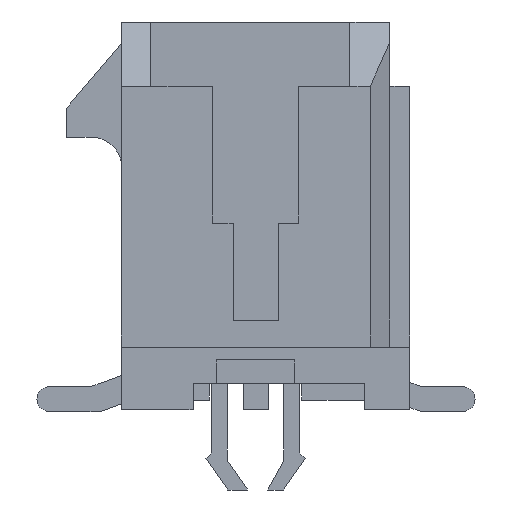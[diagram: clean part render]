
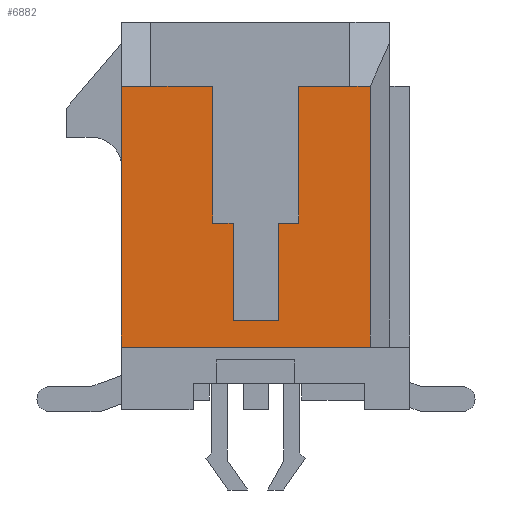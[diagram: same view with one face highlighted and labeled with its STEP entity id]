
A CAD part, left-side view. The second image highlights one B-rep face of the part: STEP entity #6882.
In plain terms, the highlighted planar face has unit normal (-1, 0, 0).
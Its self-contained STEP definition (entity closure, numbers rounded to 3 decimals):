
#1=DIRECTION('',(0.,0.,-1.));
#2=VECTOR('',#1,3.5);
#3=CARTESIAN_POINT('',(-10.825,-1.1,3.315));
#4=LINE('',#3,#2);
#5=DIRECTION('',(0.,1.,0.));
#6=VECTOR('',#5,1.31);
#7=CARTESIAN_POINT('',(-10.825,-2.41,3.315));
#8=LINE('',#7,#6);
#9=DIRECTION('',(0.,-1.,0.));
#10=VECTOR('',#9,0.52);
#11=CARTESIAN_POINT('',(-10.825,-2.41,3.315));
#12=LINE('',#11,#10);
#13=DIRECTION('',(0.,0.,-1.));
#14=VECTOR('',#13,6.67);
#15=CARTESIAN_POINT('',(-10.825,-2.93,3.315));
#16=LINE('',#15,#14);
#17=DIRECTION('',(0.,1.,0.));
#18=VECTOR('',#17,6.36);
#19=CARTESIAN_POINT('',(-10.825,-2.93,-3.355));
#20=LINE('',#19,#18);
#21=DIRECTION('',(0.,0.,1.));
#22=VECTOR('',#21,6.67);
#23=CARTESIAN_POINT('',(-10.825,3.43,-3.355));
#24=LINE('',#23,#22);
#25=DIRECTION('',(0.,-1.,0.));
#26=VECTOR('',#25,0.75);
#27=CARTESIAN_POINT('',(-10.825,3.43,3.315));
#28=LINE('',#27,#26);
#29=DIRECTION('',(0.,1.,0.));
#30=VECTOR('',#29,1.58);
#31=CARTESIAN_POINT('',(-10.825,1.1,3.315));
#32=LINE('',#31,#30);
#33=DIRECTION('',(0.,0.,-1.));
#34=VECTOR('',#33,3.5);
#35=CARTESIAN_POINT('',(-10.825,1.1,3.315));
#36=LINE('',#35,#34);
#37=DIRECTION('',(0.,1.,0.));
#38=VECTOR('',#37,0.525);
#39=CARTESIAN_POINT('',(-10.825,0.575,-0.185));
#40=LINE('',#39,#38);
#41=DIRECTION('',(0.,0.,1.));
#42=VECTOR('',#41,2.5);
#43=CARTESIAN_POINT('',(-10.825,0.575,-2.685));
#44=LINE('',#43,#42);
#45=DIRECTION('',(0.,1.,0.));
#46=VECTOR('',#45,1.15);
#47=CARTESIAN_POINT('',(-10.825,-0.575,-2.685));
#48=LINE('',#47,#46);
#49=DIRECTION('',(0.,0.,-1.));
#50=VECTOR('',#49,2.5);
#51=CARTESIAN_POINT('',(-10.825,-0.575,-0.185));
#52=LINE('',#51,#50);
#53=DIRECTION('',(0.,1.,0.));
#54=VECTOR('',#53,0.525);
#55=CARTESIAN_POINT('',(-10.825,-1.1,-0.185));
#56=LINE('',#55,#54);
#5212=CARTESIAN_POINT('',(-10.825,3.43,3.315));
#5214=VERTEX_POINT('',#5212);
#5263=CARTESIAN_POINT('',(-10.825,2.68,3.315));
#5264=VERTEX_POINT('',#5263);
#5265=CARTESIAN_POINT('',(-10.825,-2.41,3.315));
#5266=VERTEX_POINT('',#5265);
#5471=CARTESIAN_POINT('',(-10.825,-1.1,3.315));
#5472=CARTESIAN_POINT('',(-10.825,-1.1,-0.185));
#5473=VERTEX_POINT('',#5471);
#5474=VERTEX_POINT('',#5472);
#5475=CARTESIAN_POINT('',(-10.825,-0.575,-0.185));
#5476=VERTEX_POINT('',#5475);
#5477=CARTESIAN_POINT('',(-10.825,-0.575,-2.685));
#5478=VERTEX_POINT('',#5477);
#5479=CARTESIAN_POINT('',(-10.825,0.575,-2.685));
#5480=VERTEX_POINT('',#5479);
#5481=CARTESIAN_POINT('',(-10.825,0.575,-0.185));
#5482=VERTEX_POINT('',#5481);
#5483=CARTESIAN_POINT('',(-10.825,1.1,-0.185));
#5484=VERTEX_POINT('',#5483);
#5485=CARTESIAN_POINT('',(-10.825,1.1,3.315));
#5486=VERTEX_POINT('',#5485);
#6045=CARTESIAN_POINT('',(-10.825,3.43,-3.355));
#6046=VERTEX_POINT('',#6045);
#6055=CARTESIAN_POINT('',(-10.825,-2.93,3.315));
#6056=VERTEX_POINT('',#6055);
#6057=CARTESIAN_POINT('',(-10.825,-2.93,-3.355));
#6058=VERTEX_POINT('',#6057);
#6847=CARTESIAN_POINT('',(-10.825,0.,0.));
#6848=DIRECTION('',(1.,0.,0.));
#6849=DIRECTION('',(0.,0.,-1.));
#6850=AXIS2_PLACEMENT_3D('',#6847,#6848,#6849);
#6851=PLANE('',#6850);
#6853=ORIENTED_EDGE('',*,*,#6852,.F.);
#6855=ORIENTED_EDGE('',*,*,#6854,.F.);
#6857=ORIENTED_EDGE('',*,*,#6856,.T.);
#6859=ORIENTED_EDGE('',*,*,#6858,.T.);
#6861=ORIENTED_EDGE('',*,*,#6860,.T.);
#6863=ORIENTED_EDGE('',*,*,#6862,.T.);
#6865=ORIENTED_EDGE('',*,*,#6864,.T.);
#6867=ORIENTED_EDGE('',*,*,#6866,.F.);
#6869=ORIENTED_EDGE('',*,*,#6868,.T.);
#6871=ORIENTED_EDGE('',*,*,#6870,.F.);
#6873=ORIENTED_EDGE('',*,*,#6872,.F.);
#6875=ORIENTED_EDGE('',*,*,#6874,.F.);
#6877=ORIENTED_EDGE('',*,*,#6876,.F.);
#6879=ORIENTED_EDGE('',*,*,#6878,.F.);
#6880=EDGE_LOOP('',(#6853,#6855,#6857,#6859,#6861,#6863,#6865,#6867,#6869,#6871,
#6873,#6875,#6877,#6879));
#6881=FACE_OUTER_BOUND('',#6880,.F.);
#6882=ADVANCED_FACE('',(#6881),#6851,.F.);
#6852=EDGE_CURVE('',#5473,#5474,#4,.T.);
#6854=EDGE_CURVE('',#5266,#5473,#8,.T.);
#6856=EDGE_CURVE('',#5266,#6056,#12,.T.);
#6858=EDGE_CURVE('',#6056,#6058,#16,.T.);
#6860=EDGE_CURVE('',#6058,#6046,#20,.T.);
#6862=EDGE_CURVE('',#6046,#5214,#24,.T.);
#6864=EDGE_CURVE('',#5214,#5264,#28,.T.);
#6866=EDGE_CURVE('',#5486,#5264,#32,.T.);
#6868=EDGE_CURVE('',#5486,#5484,#36,.T.);
#6870=EDGE_CURVE('',#5482,#5484,#40,.T.);
#6872=EDGE_CURVE('',#5480,#5482,#44,.T.);
#6874=EDGE_CURVE('',#5478,#5480,#48,.T.);
#6876=EDGE_CURVE('',#5476,#5478,#52,.T.);
#6878=EDGE_CURVE('',#5474,#5476,#56,.T.);
